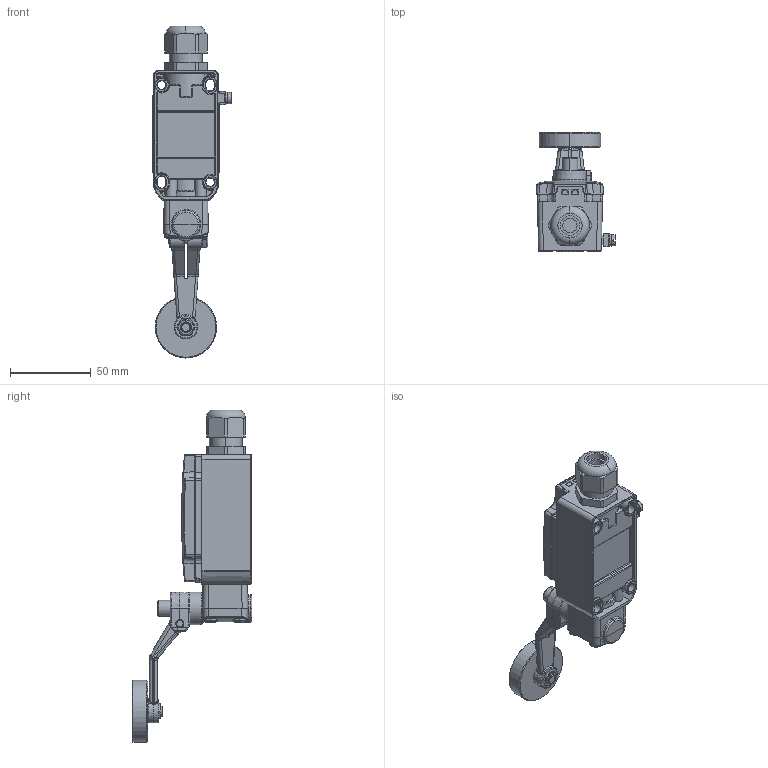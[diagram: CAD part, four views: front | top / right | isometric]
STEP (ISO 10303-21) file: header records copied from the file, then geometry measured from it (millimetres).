
FILE_DESCRIPTION((''),'2;1');
FILE_NAME('1400741_SW0001','2016-05-03T',('sharbsmeier'),('.steute Schaltgeräte GmbH, Löhne'),'PRO/ENGINEER BY PARAMETRIC TECHNOLOGY CORPORATION, 2015070','PRO/ENGINEER BY PARAMETRIC TECHNOLOGY CORPORATION, 2015070','');
FILE_SCHEMA(('CONFIG_CONTROL_DESIGN'));
Products named in the file (1): 1400741_SW0001
Bounding box: 48.81 x 73.9 x 205 mm (x, y, z)
Surface area: 51184.4 mm2 (no closed solid volume)
Topology: 0 solids, 62 shells, 1294 faces, 4514 edges, 3211 vertices
Faces by surface type: plane 456, cylinder 372, bspline 253, cone 114, torus 85, sphere 14
Entity records: 62041 total; most frequent: CARTESIAN_POINT 26983, ORIENTED_EDGE 7259, DIRECTION 6311, EDGE_CURVE 4501, VERTEX_POINT 3210, AXIS2_PLACEMENT_3D 2202, VECTOR 1907, LINE 1907
